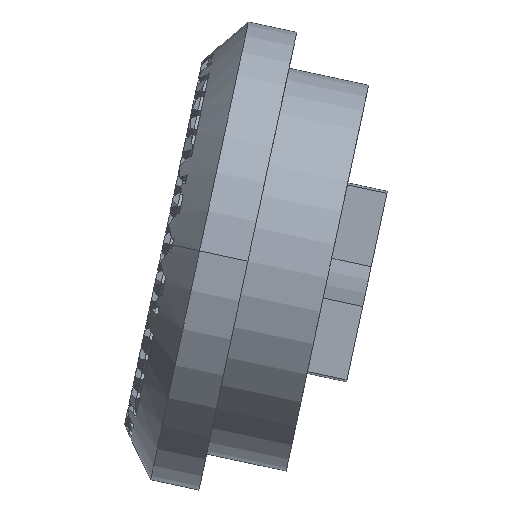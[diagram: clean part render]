
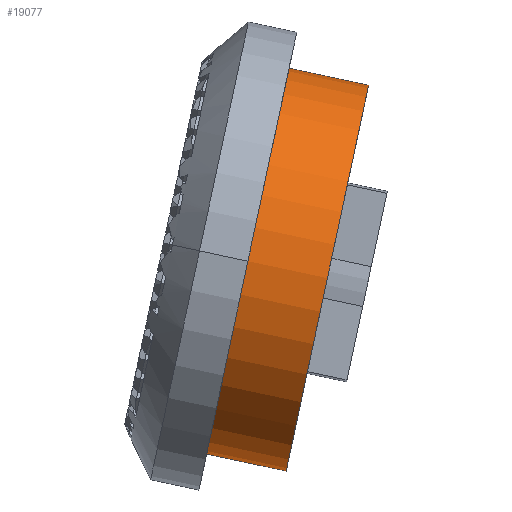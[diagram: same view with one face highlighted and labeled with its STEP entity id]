
A CAD part, front view. The second image highlights one B-rep face of the part: STEP entity #19077.
In plain terms, the highlighted cylindrical face has radius 4.85 mm (diameter 9.7 mm), a partial arc.
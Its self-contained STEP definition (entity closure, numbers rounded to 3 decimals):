
#876=CARTESIAN_POINT('',(-28.063,-6.914,8.968));
#877=DIRECTION('',(0.978,0.,-0.209));
#878=DIRECTION('',(0.209,0.,0.978));
#879=AXIS2_PLACEMENT_3D('',#876,#877,#878);
#881=DIRECTION('',(0.978,0.,-0.209));
#882=VECTOR('',#881,2.);
#883=CARTESIAN_POINT('',(-29.076,-6.914,4.226));
#884=LINE('',#883,#882);
#885=DIRECTION('',(0.978,0.,-0.209));
#886=VECTOR('',#885,2.);
#887=CARTESIAN_POINT('',(-27.049,-6.914,13.711));
#888=LINE('',#887,#886);
#894=CARTESIAN_POINT('',(-26.107,-6.914,8.55));
#895=DIRECTION('',(0.978,0.,-0.209));
#896=DIRECTION('',(0.209,0.,0.978));
#897=AXIS2_PLACEMENT_3D('',#894,#895,#896);
#18578=CARTESIAN_POINT('',(-27.121,-6.914,
3.808));
#18579=CARTESIAN_POINT('',(-25.093,-6.914,
13.293));
#18580=VERTEX_POINT('',#18578);
#18581=VERTEX_POINT('',#18579);
#18586=CARTESIAN_POINT('',(-29.076,-6.914,
4.226));
#18587=CARTESIAN_POINT('',(-27.049,-6.914,
13.711));
#18588=VERTEX_POINT('',#18586);
#18589=VERTEX_POINT('',#18587);
#19065=CARTESIAN_POINT('',(-28.552,-6.914,
9.073));
#19066=DIRECTION('',(0.978,0.,-0.209));
#19067=DIRECTION('',(-0.209,0.,-0.978));
#19068=AXIS2_PLACEMENT_3D('',#19065,#19066,#19067);
#19069=CYLINDRICAL_SURFACE('',#19068,4.85);
#19070=ORIENTED_EDGE('',*,*,#19045,.F.);
#19071=ORIENTED_EDGE('',*,*,#19060,.T.);
#19073=ORIENTED_EDGE('',*,*,#19072,.T.);
#19074=ORIENTED_EDGE('',*,*,#19056,.F.);
#19075=EDGE_LOOP('',(#19070,#19071,#19073,#19074));
#19076=FACE_OUTER_BOUND('',#19075,.F.);
#880=CIRCLE('',#879,4.85);
#898=CIRCLE('',#897,4.85);
#19045=EDGE_CURVE('',#18589,#18588,#880,.T.);
#19056=EDGE_CURVE('',#18588,#18580,#884,.T.);
#19060=EDGE_CURVE('',#18589,#18581,#888,.T.);
#19072=EDGE_CURVE('',#18581,#18580,#898,.T.);
#19077=ADVANCED_FACE('',(#19076),#19069,.T.);
